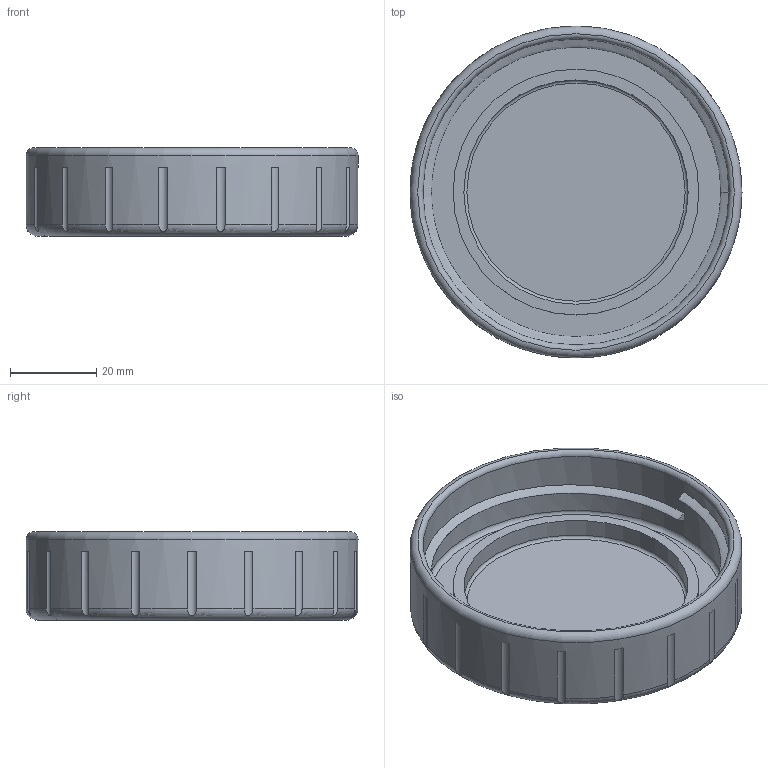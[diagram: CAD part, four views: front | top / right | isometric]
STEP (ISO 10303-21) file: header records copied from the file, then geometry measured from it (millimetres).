
FILE_DESCRIPTION(('FreeCAD Model'),'2;1');
FILE_NAME('Open CASCADE Shape Model','2025-09-05T03:22:00',(''),(''), 'Open CASCADE STEP processor 7.8','FreeCAD','Unknown');
FILE_SCHEMA(('AUTOMOTIVE_DESIGN { 1 0 10303 214 1 1 1 1 }'));
Length unit declared in the file: millimetre
Products named in the file (1): walmart-pint
Bounding box: 77 x 77 x 20.48 mm (x, y, z)
Volume: 27684 mm3; surface area: 19801.6 mm2
Topology: 1 solids, 1 shells, 54 faces, 139 edges, 90 vertices
Faces by surface type: plane 25, cylinder 23, torus 5, bspline 1
Full cylindrical faces by diameter (mm): 52 x1, 57 x1, 71 x2, 77 x1
Entity records: 7232 total; most frequent: CARTESIAN_POINT 4630, DIRECTION 439, ORIENTED_EDGE 278, PCURVE 278, DEFINITIONAL_REPRESENTATION 278, LINE 161, VECTOR 161, EDGE_CURVE 139
